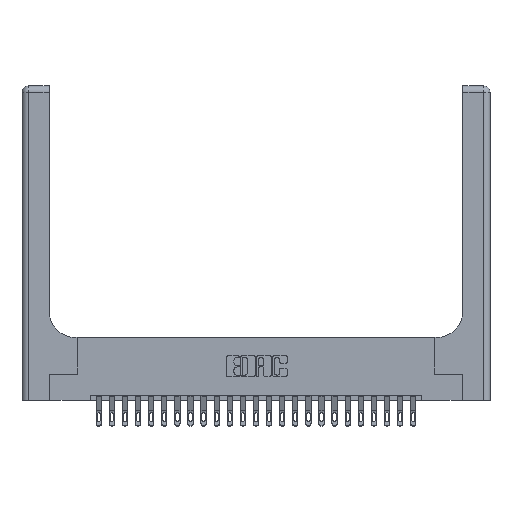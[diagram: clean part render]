
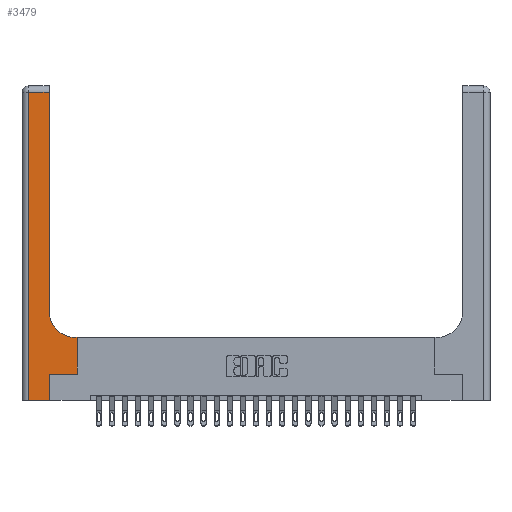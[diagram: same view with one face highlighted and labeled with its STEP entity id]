
A CAD part, top view. The second image highlights one B-rep face of the part: STEP entity #3479.
In plain terms, the highlighted planar face has unit normal (0, 0, 1).
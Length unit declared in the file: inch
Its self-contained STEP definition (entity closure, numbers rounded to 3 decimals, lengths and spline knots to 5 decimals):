
#52 = DIRECTION ( 'NONE',  ( 0., 1., 0. ) ) ;
#251 = ORIENTED_EDGE ( 'NONE', *, *, #392, .T. ) ;
#359 = VECTOR ( 'NONE', #18391, 39.37008 ) ;
#392 = EDGE_CURVE ( 'NONE', #8573, #470, #4874, .T. ) ;
#470 = VERTEX_POINT ( 'NONE', #1503 ) ;
#817 = ORIENTED_EDGE ( 'NONE', *, *, #19081, .T. ) ;
#841 = CARTESIAN_POINT ( 'NONE',  ( 0.51, 0.6, 0.37 ) ) ;
#939 = LINE ( 'NONE', #11949, #22190 ) ;
#995 = CARTESIAN_POINT ( 'NONE',  ( 0., 0., 0.37 ) ) ;
#1503 = CARTESIAN_POINT ( 'NONE',  ( 0.265, 0., 0.37 ) ) ;
#1823 = ORIENTED_EDGE ( 'NONE', *, *, #16181, .T. ) ;
#1933 = DIRECTION ( 'NONE',  ( 0., 0., -1. ) ) ;
#2570 = DIRECTION ( 'NONE',  ( 0., -1., 0. ) ) ;
#2706 = ORIENTED_EDGE ( 'NONE', *, *, #7542, .T. ) ;
#2848 = EDGE_CURVE ( 'NONE', #11230, #8573, #939, .T. ) ;
#3479 = ADVANCED_FACE ( 'NONE', ( #23807 ), #18227, .F. ) ;
#3774 = VECTOR ( 'NONE', #18251, 39.37008 ) ;
#4328 = LINE ( 'NONE', #17646, #12161 ) ;
#4407 = LINE ( 'NONE', #17124, #16781 ) ;
#4874 = LINE ( 'NONE', #995, #13385 ) ;
#4934 = EDGE_CURVE ( 'NONE', #6054, #5951, #20509, .T. ) ;
#4973 = VECTOR ( 'NONE', #5573, 39.37008 ) ;
#5573 = DIRECTION ( 'NONE',  ( -1., 0., 0. ) ) ;
#5951 = VERTEX_POINT ( 'NONE', #18718 ) ;
#6054 = VERTEX_POINT ( 'NONE', #841 ) ;
#6862 = EDGE_LOOP ( 'NONE', ( #10476, #6865, #17451, #251, #9145, #1823, #817, #2706, #20355 ) ) ;
#6865 = ORIENTED_EDGE ( 'NONE', *, *, #8675, .T. ) ;
#7542 = EDGE_CURVE ( 'NONE', #15469, #6054, #18598, .T. ) ;
#8573 = VERTEX_POINT ( 'NONE', #23822 ) ;
#8675 = EDGE_CURVE ( 'NONE', #18931, #11230, #22582, .T. ) ;
#8776 = CARTESIAN_POINT ( 'NONE',  ( 0., 3., 0.37 ) ) ;
#8906 = DIRECTION ( 'NONE',  ( -1., 0., 0. ) ) ;
#9145 = ORIENTED_EDGE ( 'NONE', *, *, #14376, .T. ) ;
#9869 = VERTEX_POINT ( 'NONE', #24301 ) ;
#9916 = CARTESIAN_POINT ( 'NONE',  ( 0.51, 0.85, 0.37 ) ) ;
#10476 = ORIENTED_EDGE ( 'NONE', *, *, #23004, .T. ) ;
#11230 = VERTEX_POINT ( 'NONE', #18874 ) ;
#11526 = DIRECTION ( 'NONE',  ( -1., 0., 0. ) ) ;
#11945 = DIRECTION ( 'NONE',  ( 0., 1., 0. ) ) ;
#11949 = CARTESIAN_POINT ( 'NONE',  ( 0.06, 3., 0.37 ) ) ;
#12161 = VECTOR ( 'NONE', #11945, 39.37008 ) ;
#12973 = VERTEX_POINT ( 'NONE', #18726 ) ;
#13069 = AXIS2_PLACEMENT_3D ( 'NONE', #8776, #1933, #11526 ) ;
#13385 = VECTOR ( 'NONE', #16206, 39.37008 ) ;
#13750 = DIRECTION ( 'NONE',  ( 1., 0., 0. ) ) ;
#14165 = CARTESIAN_POINT ( 'NONE',  ( 0.26, 3., 0.37 ) ) ;
#14376 = EDGE_CURVE ( 'NONE', #470, #12973, #4407, .T. ) ;
#14537 = LINE ( 'NONE', #14165, #3774 ) ;
#14934 = LINE ( 'NONE', #20745, #359 ) ;
#14965 = AXIS2_PLACEMENT_3D ( 'NONE', #9916, #19576, #13750 ) ;
#15469 = VERTEX_POINT ( 'NONE', #23064 ) ;
#16181 = EDGE_CURVE ( 'NONE', #12973, #9869, #14934, .T. ) ;
#16206 = DIRECTION ( 'NONE',  ( 1., 0., 0. ) ) ;
#16781 = VECTOR ( 'NONE', #52, 39.37008 ) ;
#17119 = CARTESIAN_POINT ( 'NONE',  ( 0., 2.94, 0.37 ) ) ;
#17124 = CARTESIAN_POINT ( 'NONE',  ( 0.265, 0., 0.37 ) ) ;
#17451 = ORIENTED_EDGE ( 'NONE', *, *, #2848, .T. ) ;
#17646 = CARTESIAN_POINT ( 'NONE',  ( 0.528, 0.25, 0.37 ) ) ;
#18227 = PLANE ( 'NONE',  #13069 ) ;
#18251 = DIRECTION ( 'NONE',  ( 0., 1., 0. ) ) ;
#18351 = CARTESIAN_POINT ( 'NONE',  ( 0.26, 0.6, 0.37 ) ) ;
#18391 = DIRECTION ( 'NONE',  ( 1., 0., 0. ) ) ;
#18598 = LINE ( 'NONE', #18351, #18913 ) ;
#18718 = CARTESIAN_POINT ( 'NONE',  ( 0.26, 0.85, 0.37 ) ) ;
#18726 = CARTESIAN_POINT ( 'NONE',  ( 0.265, 0.25, 0.37 ) ) ;
#18874 = CARTESIAN_POINT ( 'NONE',  ( 0.06, 2.94, 0.37 ) ) ;
#18913 = VECTOR ( 'NONE', #8906, 39.37008 ) ;
#18931 = VERTEX_POINT ( 'NONE', #20864 ) ;
#19081 = EDGE_CURVE ( 'NONE', #9869, #15469, #4328, .T. ) ;
#19576 = DIRECTION ( 'NONE',  ( 0., 0., -1. ) ) ;
#20355 = ORIENTED_EDGE ( 'NONE', *, *, #4934, .T. ) ;
#20509 = CIRCLE ( 'NONE', #14965, 0.25 ) ;
#20745 = CARTESIAN_POINT ( 'NONE',  ( 0.265, 0.25, 0.37 ) ) ;
#20864 = CARTESIAN_POINT ( 'NONE',  ( 0.26, 2.94, 0.37 ) ) ;
#22190 = VECTOR ( 'NONE', #2570, 39.37008 ) ;
#22582 = LINE ( 'NONE', #17119, #4973 ) ;
#23004 = EDGE_CURVE ( 'NONE', #5951, #18931, #14537, .T. ) ;
#23064 = CARTESIAN_POINT ( 'NONE',  ( 0.528, 0.6, 0.37 ) ) ;
#23807 = FACE_OUTER_BOUND ( 'NONE', #6862, .T. ) ;
#23822 = CARTESIAN_POINT ( 'NONE',  ( 0.06, 0., 0.37 ) ) ;
#24301 = CARTESIAN_POINT ( 'NONE',  ( 0.528, 0.25, 0.37 ) ) ;
